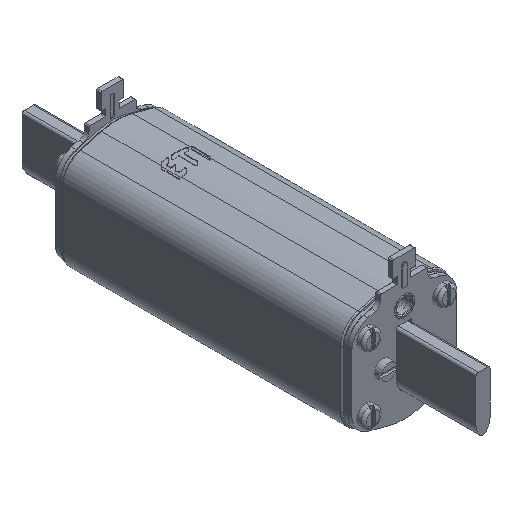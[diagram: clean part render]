
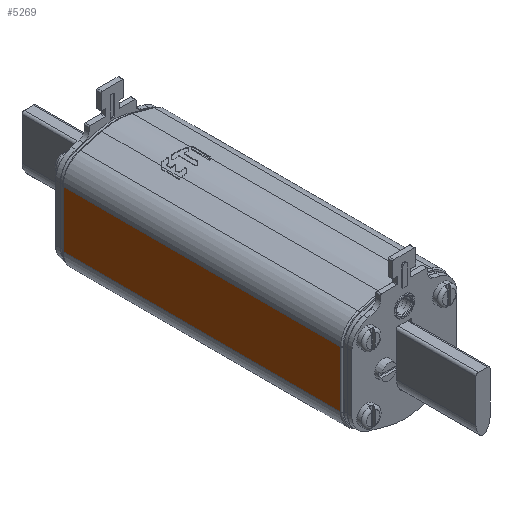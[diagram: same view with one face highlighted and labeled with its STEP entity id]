
A CAD part, isometric view. The second image highlights one B-rep face of the part: STEP entity #5269.
In plain terms, the highlighted face is planar.
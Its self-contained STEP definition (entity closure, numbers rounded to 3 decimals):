
#922=DIRECTION('',(0.,0.,-1.));
#923=VECTOR('',#922,24.);
#924=CARTESIAN_POINT('',(59.,-23.,12.));
#925=LINE('',#924,#923);
#929=DIRECTION('',(0.,0.,1.));
#930=VECTOR('',#929,24.);
#931=CARTESIAN_POINT('',(-59.,-23.,-12.));
#932=LINE('',#931,#930);
#936=DIRECTION('',(1.,0.,0.));
#937=VECTOR('',#936,118.);
#938=CARTESIAN_POINT('',(-59.,-23.,12.));
#939=LINE('',#938,#937);
#2752=DIRECTION('',(1.,0.,0.));
#2753=VECTOR('',#2752,118.);
#2754=CARTESIAN_POINT('',(-59.,-23.,-12.));
#2755=LINE('',#2754,#2753);
#3824=CARTESIAN_POINT('',(59.,-23.,-12.));
#3826=VERTEX_POINT('',#3824);
#3866=CARTESIAN_POINT('',(59.,-23.,12.));
#3867=VERTEX_POINT('',#3866);
#3872=CARTESIAN_POINT('',(-59.,-23.,12.));
#3874=VERTEX_POINT('',#3872);
#3914=CARTESIAN_POINT('',(-59.,-23.,-12.));
#3915=VERTEX_POINT('',#3914);
#5255=CARTESIAN_POINT('',(-59.5,-23.,12.));
#5256=DIRECTION('',(0.,-1.,0.));
#5257=DIRECTION('',(0.,0.,-1.));
#5258=AXIS2_PLACEMENT_3D('',#5255,#5256,#5257);
#5259=PLANE('',#5258);
#5261=ORIENTED_EDGE('',*,*,#5260,.T.);
#5263=ORIENTED_EDGE('',*,*,#5262,.F.);
#5264=ORIENTED_EDGE('',*,*,#5242,.T.);
#5266=ORIENTED_EDGE('',*,*,#5265,.T.);
#5267=EDGE_LOOP('',(#5261,#5263,#5264,#5266));
#5268=FACE_OUTER_BOUND('',#5267,.F.);
#5242=EDGE_CURVE('',#3915,#3874,#932,.T.);
#5260=EDGE_CURVE('',#3867,#3826,#925,.T.);
#5262=EDGE_CURVE('',#3915,#3826,#2755,.T.);
#5265=EDGE_CURVE('',#3874,#3867,#939,.T.);
#5269=ADVANCED_FACE('',(#5268),#5259,.T.);
